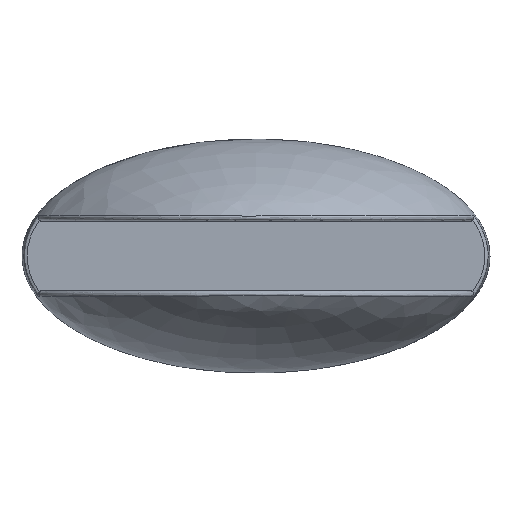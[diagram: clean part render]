
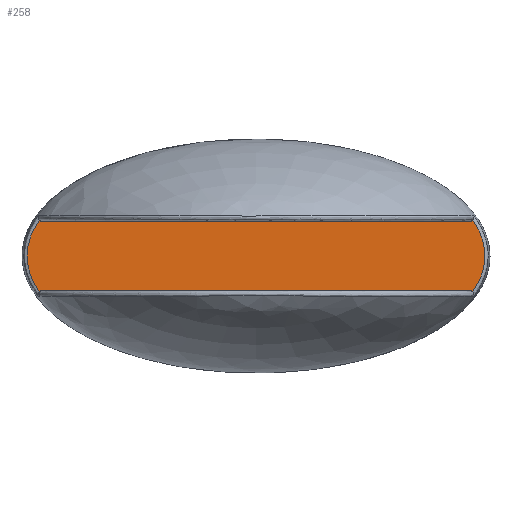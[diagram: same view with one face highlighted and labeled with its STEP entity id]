
A CAD part, top view. The second image highlights one B-rep face of the part: STEP entity #258.
In plain terms, the highlighted planar face has unit normal (0, 0, 1).
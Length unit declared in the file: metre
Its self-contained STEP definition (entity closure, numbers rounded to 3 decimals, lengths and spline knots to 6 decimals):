
#37=LINE('',#857,#41);
#38=LINE('',#879,#42);
#41=VECTOR('',#313,1.);
#42=VECTOR('',#314,1.);
#46=PLANE('',#290);
#57=ORIENTED_EDGE('',*,*,#133,.T.);
#58=ORIENTED_EDGE('',*,*,#134,.T.);
#59=ORIENTED_EDGE('',*,*,#135,.T.);
#60=ORIENTED_EDGE('',*,*,#136,.T.);
#61=ORIENTED_EDGE('',*,*,#137,.T.);
#62=ORIENTED_EDGE('',*,*,#138,.T.);
#63=ORIENTED_EDGE('',*,*,#139,.T.);
#64=ORIENTED_EDGE('',*,*,#140,.T.);
#133=EDGE_CURVE('',#171,#172,#191,.T.);
#134=EDGE_CURVE('',#172,#173,#192,.T.);
#135=EDGE_CURVE('',#173,#174,#37,.T.);
#136=EDGE_CURVE('',#174,#175,#193,.T.);
#137=EDGE_CURVE('',#175,#176,#194,.T.);
#138=EDGE_CURVE('',#176,#177,#195,.T.);
#139=EDGE_CURVE('',#177,#178,#38,.F.);
#140=EDGE_CURVE('',#178,#171,#196,.T.);
#171=VERTEX_POINT('',#850);
#172=VERTEX_POINT('',#851);
#173=VERTEX_POINT('',#856);
#174=VERTEX_POINT('',#858);
#175=VERTEX_POINT('',#863);
#176=VERTEX_POINT('',#873);
#177=VERTEX_POINT('',#878);
#178=VERTEX_POINT('',#880);
#191=B_SPLINE_CURVE_WITH_KNOTS('',3,(#841,#842,#843,#844,#845,#846,#847,
#848,#849),.UNSPECIFIED.,.F.,.F.,(4,1,1,1,1,1,4),(-0.00031,
0.005487,0.008386,0.011284,0.014183,
0.017082,0.022879),.UNSPECIFIED.);
#192=B_SPLINE_CURVE_WITH_KNOTS('',3,(#852,#853,#854,#855),.UNSPECIFIED.,
 .F.,.F.,(4,4),(0.,0.000953),.UNSPECIFIED.);
#193=B_SPLINE_CURVE_WITH_KNOTS('',3,(#859,#860,#861,#862),.UNSPECIFIED.,
 .F.,.F.,(4,4),(0.,0.000951),.UNSPECIFIED.);
#194=B_SPLINE_CURVE_WITH_KNOTS('',3,(#864,#865,#866,#867,#868,#869,#870,
#871,#872),.UNSPECIFIED.,.F.,.F.,(4,1,1,1,1,1,4),(-0.00031,
0.005487,0.008386,0.011284,0.014183,
0.017082,0.022879),.UNSPECIFIED.);
#195=B_SPLINE_CURVE_WITH_KNOTS('',3,(#874,#875,#876,#877),.UNSPECIFIED.,
 .F.,.F.,(4,4),(0.,0.000953),
 .UNSPECIFIED.);
#196=B_SPLINE_CURVE_WITH_KNOTS('',3,(#881,#882,#883,#884),.UNSPECIFIED.,
 .F.,.F.,(4,4),(0.,0.000951),.UNSPECIFIED.);
#214=EDGE_LOOP('',(#57,#58,#59,#60,#61,#62,#63,#64));
#236=FACE_BOUND('',#214,.T.);
#258=ADVANCED_FACE('',(#236),#46,.T.);
#290=AXIS2_PLACEMENT_3D('',#840,#311,#312);
#311=DIRECTION('',(0.,0.,1.));
#312=DIRECTION('',(1.,0.,0.));
#313=DIRECTION('',(-1.,0.,0.));
#314=DIRECTION('',(-1.,0.,0.));
#840=CARTESIAN_POINT('',(0.,0.,0.005));
#841=CARTESIAN_POINT('',(0.064854,-0.010757,0.005));
#842=CARTESIAN_POINT('',(0.065954,-0.009163,0.005));
#843=CARTESIAN_POINT('',(0.067326,-0.006574,0.005));
#844=CARTESIAN_POINT('',(0.068303,-0.002886,0.005));
#845=CARTESIAN_POINT('',(0.06856,0.000028,0.005));
#846=CARTESIAN_POINT('',(0.068305,0.002869,0.005));
#847=CARTESIAN_POINT('',(0.067308,0.006634,0.005));
#848=CARTESIAN_POINT('',(0.065952,0.009165,0.005));
#849=CARTESIAN_POINT('',(0.064854,0.010757,0.005));
#850=CARTESIAN_POINT('',(0.064854,-0.010757,0.005));
#851=CARTESIAN_POINT('',(0.064854,0.010757,0.005));
#852=CARTESIAN_POINT('',(0.064854,0.010757,0.005));
#853=CARTESIAN_POINT('',(0.064634,0.010527,0.005));
#854=CARTESIAN_POINT('',(0.064323,0.0104,0.005));
#855=CARTESIAN_POINT('',(0.064005,0.0104,0.005));
#856=CARTESIAN_POINT('',(0.064005,0.0104,0.005));
#857=CARTESIAN_POINT('',(0.,0.0104,0.005));
#858=CARTESIAN_POINT('',(-0.064005,0.0104,0.005));
#859=CARTESIAN_POINT('',(-0.064005,0.0104,0.005));
#860=CARTESIAN_POINT('',(-0.064323,0.0104,0.005));
#861=CARTESIAN_POINT('',(-0.064634,0.010527,0.005));
#862=CARTESIAN_POINT('',(-0.064854,0.010757,0.005));
#863=CARTESIAN_POINT('',(-0.064854,0.010757,0.005));
#864=CARTESIAN_POINT('',(-0.064854,0.010757,0.005));
#865=CARTESIAN_POINT('',(-0.065954,0.009163,0.005));
#866=CARTESIAN_POINT('',(-0.067326,0.006574,0.005));
#867=CARTESIAN_POINT('',(-0.068303,0.002886,0.005));
#868=CARTESIAN_POINT('',(-0.06856,-0.000028,0.005));
#869=CARTESIAN_POINT('',(-0.068305,-0.002869,0.005));
#870=CARTESIAN_POINT('',(-0.067308,-0.006634,0.005));
#871=CARTESIAN_POINT('',(-0.065952,-0.009165,0.005));
#872=CARTESIAN_POINT('',(-0.064854,-0.010757,0.005));
#873=CARTESIAN_POINT('',(-0.064854,-0.010757,0.005));
#874=CARTESIAN_POINT('',(-0.064854,-0.010757,0.005));
#875=CARTESIAN_POINT('',(-0.064634,-0.010527,0.005));
#876=CARTESIAN_POINT('',(-0.064323,-0.0104,0.005));
#877=CARTESIAN_POINT('',(-0.064005,-0.0104,0.005));
#878=CARTESIAN_POINT('',(-0.064005,-0.0104,0.005));
#879=CARTESIAN_POINT('',(0.064036,-0.0104,0.005));
#880=CARTESIAN_POINT('',(0.064005,-0.0104,0.005));
#881=CARTESIAN_POINT('',(0.064005,-0.0104,0.005));
#882=CARTESIAN_POINT('',(0.064323,-0.0104,0.005));
#883=CARTESIAN_POINT('',(0.064634,-0.010527,0.005));
#884=CARTESIAN_POINT('',(0.064854,-0.010757,0.005));
